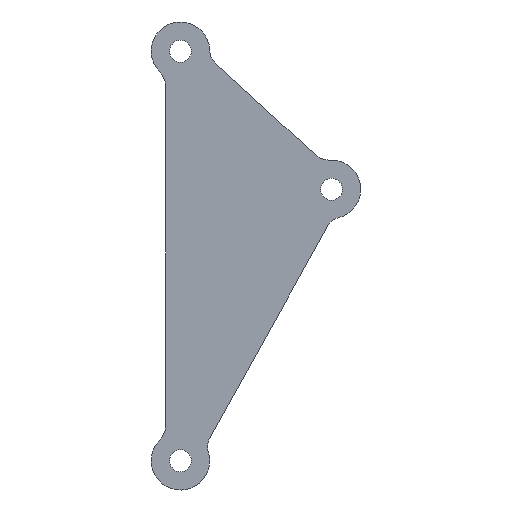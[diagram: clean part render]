
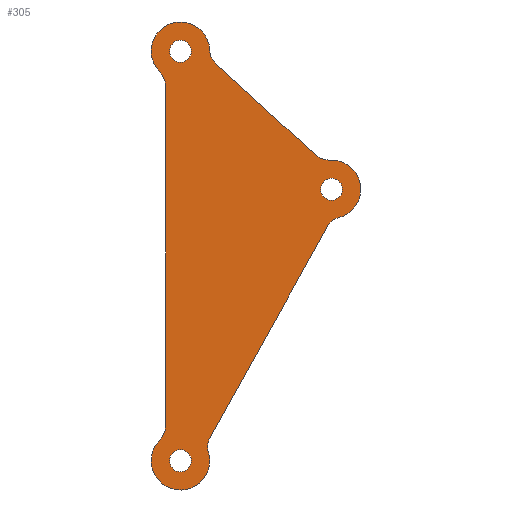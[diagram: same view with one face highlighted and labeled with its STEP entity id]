
A CAD part, front view. The second image highlights one B-rep face of the part: STEP entity #305.
In plain terms, the highlighted planar face has unit normal (0, -1, 0).
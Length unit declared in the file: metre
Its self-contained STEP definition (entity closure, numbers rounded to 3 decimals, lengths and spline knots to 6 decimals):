
#32=LINE('',#491,#50);
#33=LINE('',#499,#51);
#34=LINE('',#507,#52);
#50=VECTOR('',#390,1.);
#51=VECTOR('',#397,1.);
#52=VECTOR('',#404,1.);
#68=ORIENTED_EDGE('',*,*,#152,.T.);
#69=ORIENTED_EDGE('',*,*,#153,.T.);
#70=ORIENTED_EDGE('',*,*,#154,.T.);
#71=ORIENTED_EDGE('',*,*,#155,.F.);
#72=ORIENTED_EDGE('',*,*,#156,.F.);
#73=ORIENTED_EDGE('',*,*,#157,.F.);
#74=ORIENTED_EDGE('',*,*,#158,.F.);
#75=ORIENTED_EDGE('',*,*,#159,.F.);
#76=ORIENTED_EDGE('',*,*,#160,.F.);
#77=ORIENTED_EDGE('',*,*,#161,.F.);
#78=ORIENTED_EDGE('',*,*,#162,.F.);
#79=ORIENTED_EDGE('',*,*,#163,.F.);
#80=ORIENTED_EDGE('',*,*,#164,.F.);
#81=ORIENTED_EDGE('',*,*,#165,.F.);
#82=ORIENTED_EDGE('',*,*,#166,.F.);
#152=EDGE_CURVE('',#194,#194,#224,.T.);
#153=EDGE_CURVE('',#195,#195,#225,.T.);
#154=EDGE_CURVE('',#196,#196,#226,.T.);
#155=EDGE_CURVE('',#197,#198,#227,.T.);
#156=EDGE_CURVE('',#199,#197,#228,.T.);
#157=EDGE_CURVE('',#200,#199,#32,.T.);
#158=EDGE_CURVE('',#201,#200,#229,.F.);
#159=EDGE_CURVE('',#202,#201,#230,.T.);
#160=EDGE_CURVE('',#203,#202,#231,.T.);
#161=EDGE_CURVE('',#204,#203,#33,.T.);
#162=EDGE_CURVE('',#205,#204,#232,.T.);
#163=EDGE_CURVE('',#206,#205,#233,.T.);
#164=EDGE_CURVE('',#207,#206,#234,.T.);
#165=EDGE_CURVE('',#208,#207,#34,.T.);
#166=EDGE_CURVE('',#198,#208,#235,.T.);
#194=VERTEX_POINT('',#481);
#195=VERTEX_POINT('',#483);
#196=VERTEX_POINT('',#485);
#197=VERTEX_POINT('',#487);
#198=VERTEX_POINT('',#488);
#199=VERTEX_POINT('',#490);
#200=VERTEX_POINT('',#492);
#201=VERTEX_POINT('',#494);
#202=VERTEX_POINT('',#496);
#203=VERTEX_POINT('',#498);
#204=VERTEX_POINT('',#500);
#205=VERTEX_POINT('',#502);
#206=VERTEX_POINT('',#504);
#207=VERTEX_POINT('',#506);
#208=VERTEX_POINT('',#508);
#224=CIRCLE('',#336,0.0015);
#225=CIRCLE('',#337,0.0015);
#226=CIRCLE('',#338,0.0015);
#227=CIRCLE('',#339,0.004);
#228=CIRCLE('',#340,0.002883);
#229=CIRCLE('',#341,0.002883);
#230=CIRCLE('',#342,0.004);
#231=CIRCLE('',#343,0.00325);
#232=CIRCLE('',#344,0.00325);
#233=CIRCLE('',#345,0.004);
#234=CIRCLE('',#346,0.00225);
#235=CIRCLE('',#347,0.00225);
#248=EDGE_LOOP('',(#68));
#249=EDGE_LOOP('',(#69));
#250=EDGE_LOOP('',(#70));
#251=EDGE_LOOP('',(#71,#72,#73,#74,#75,#76,#77,#78,#79,#80,#81,#82));
#274=FACE_BOUND('',#248,.T.);
#275=FACE_BOUND('',#249,.T.);
#276=FACE_BOUND('',#250,.T.);
#277=FACE_BOUND('',#251,.T.);
#300=PLANE('',#335);
#305=ADVANCED_FACE('',(#274,#275,#276,#277),#300,.F.);
#335=AXIS2_PLACEMENT_3D('',#479,#378,#379);
#336=AXIS2_PLACEMENT_3D('',#480,#380,#381);
#337=AXIS2_PLACEMENT_3D('',#482,#382,#383);
#338=AXIS2_PLACEMENT_3D('',#484,#384,#385);
#339=AXIS2_PLACEMENT_3D('',#486,#386,#387);
#340=AXIS2_PLACEMENT_3D('',#489,#388,#389);
#341=AXIS2_PLACEMENT_3D('',#493,#391,#392);
#342=AXIS2_PLACEMENT_3D('',#495,#393,#394);
#343=AXIS2_PLACEMENT_3D('',#497,#395,#396);
#344=AXIS2_PLACEMENT_3D('',#501,#398,#399);
#345=AXIS2_PLACEMENT_3D('',#503,#400,#401);
#346=AXIS2_PLACEMENT_3D('',#505,#402,#403);
#347=AXIS2_PLACEMENT_3D('',#509,#405,#406);
#378=DIRECTION('',(0.,1.,0.));
#379=DIRECTION('',(0.,0.,1.));
#380=DIRECTION('',(0.,1.,0.));
#381=DIRECTION('',(1.,0.,0.));
#382=DIRECTION('',(0.,1.,0.));
#383=DIRECTION('',(1.,0.,0.));
#384=DIRECTION('',(0.,1.,0.));
#385=DIRECTION('',(1.,0.,0.));
#386=DIRECTION('',(0.,1.,0.));
#387=DIRECTION('',(-1.,0.,0.));
#388=DIRECTION('',(0.,-1.,0.));
#389=DIRECTION('',(-0.042,0.,0.999));
#390=DIRECTION('',(0.738,0.,-0.675));
#391=DIRECTION('',(0.,1.,0.));
#392=DIRECTION('',(0.,0.,1.));
#393=DIRECTION('',(0.,1.,0.));
#394=DIRECTION('',(-1.,0.,0.));
#395=DIRECTION('',(0.,-1.,0.));
#396=DIRECTION('',(-0.724,0.,-0.69));
#397=DIRECTION('',(0.,0.,1.));
#398=DIRECTION('',(0.,-1.,0.));
#399=DIRECTION('',(-1.,0.,0.));
#400=DIRECTION('',(0.,1.,0.));
#401=DIRECTION('',(-1.,0.,0.));
#402=DIRECTION('',(0.,-1.,0.));
#403=DIRECTION('',(0.951,0.,0.31));
#404=DIRECTION('',(-0.486,0.,-0.874));
#405=DIRECTION('',(0.,-1.,0.));
#406=DIRECTION('',(0.874,0.,-0.486));
#479=CARTESIAN_POINT('',(0.020666,0.,-0.018892));
#480=CARTESIAN_POINT('',(0.,0.,0.));
#481=CARTESIAN_POINT('',(0.0015,0.,0.));
#482=CARTESIAN_POINT('',(0.,0.,-0.056029));
#483=CARTESIAN_POINT('',(0.0015,0.,-0.056029));
#484=CARTESIAN_POINT('',(0.020666,0.,-0.018892));
#485=CARTESIAN_POINT('',(0.022166,0.,-0.018892));
#486=CARTESIAN_POINT('',(0.020666,0.,-0.018892));
#487=CARTESIAN_POINT('',(0.0205,0.,-0.014895));
#488=CARTESIAN_POINT('',(0.021617,0.,-0.022777));
#489=CARTESIAN_POINT('',(0.02038,0.,-0.012015));
#490=CARTESIAN_POINT('',(0.018435,0.,-0.014143));
#491=CARTESIAN_POINT('',(0.00493,0.,-0.001797));
#492=CARTESIAN_POINT('',(0.00493,0.,-0.001797));
#493=CARTESIAN_POINT('',(0.006875,0.,0.000331));
#494=CARTESIAN_POINT('',(0.003995,0.,0.000192));
#495=CARTESIAN_POINT('',(0.,0.,0.));
#496=CARTESIAN_POINT('',(-0.002897,0.,-0.002759));
#497=CARTESIAN_POINT('',(-0.00525,0.,-0.005));
#498=CARTESIAN_POINT('',(-0.002,0.,-0.005));
#499=CARTESIAN_POINT('',(-0.002,0.,-0.051029));
#500=CARTESIAN_POINT('',(-0.002,0.,-0.051029));
#501=CARTESIAN_POINT('',(-0.00525,0.,-0.051029));
#502=CARTESIAN_POINT('',(-0.002897,0.,-0.05327));
#503=CARTESIAN_POINT('',(0.,0.,-0.056029));
#504=CARTESIAN_POINT('',(0.003803,0.,-0.054789));
#505=CARTESIAN_POINT('',(0.005942,0.,-0.054091));
#506=CARTESIAN_POINT('',(0.003976,0.,-0.052997));
#507=CARTESIAN_POINT('',(0.020186,0.,-0.023869));
#508=CARTESIAN_POINT('',(0.020186,0.,-0.023869));
#509=CARTESIAN_POINT('',(0.022152,0.,-0.024963));
